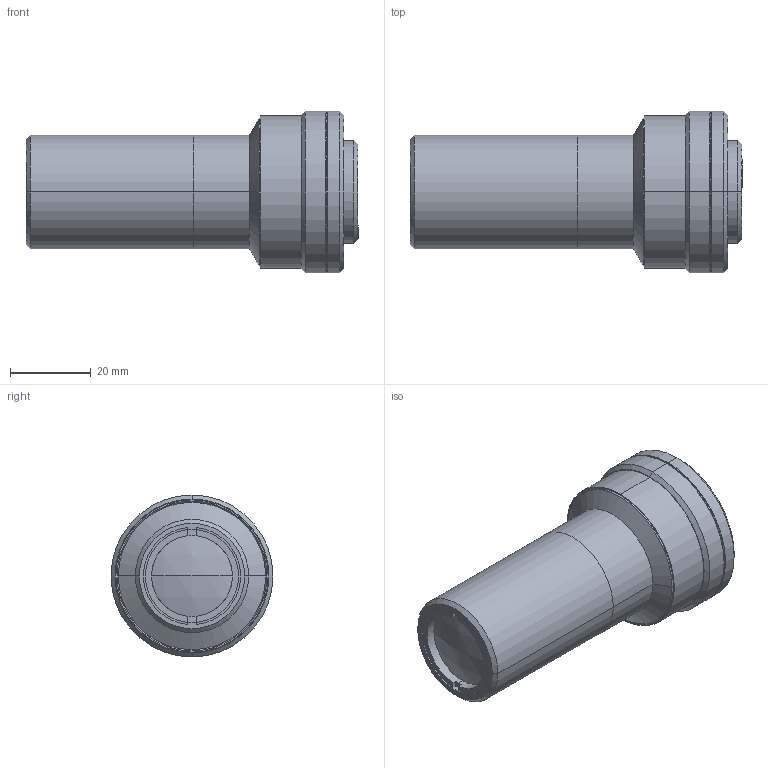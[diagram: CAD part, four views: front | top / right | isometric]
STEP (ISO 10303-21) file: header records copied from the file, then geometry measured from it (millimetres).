
FILE_DESCRIPTION (( 'STEP AP203' ), '1' );
FILE_NAME ('DP02021_TC23007.step', '2021-09-09T10:07:37', ( '' ), ( '' ), 'SwSTEP 2.0', 'SolidWorks 2021', '' );
FILE_SCHEMA (( 'CONFIG_CONTROL_DESIGN' ));
Length unit declared in the file: millimetre
Products named in the file (1): DP02021_TC23007
Bounding box: 82.01 x 40 x 40 mm (x, y, z)
Surface area: 15764.2 mm2 (no closed solid volume)
Topology: 0 solids, 14 shells, 77 faces, 214 edges, 152 vertices
Faces by surface type: cylinder 30, plane 29, cone 14, sphere 4
Entity records: 2684 total; most frequent: CARTESIAN_POINT 544, DIRECTION 490, ORIENTED_EDGE 352, EDGE_CURVE 214, AXIS2_PLACEMENT_3D 202, VERTEX_POINT 152, CIRCLE 124, EDGE_LOOP 91
